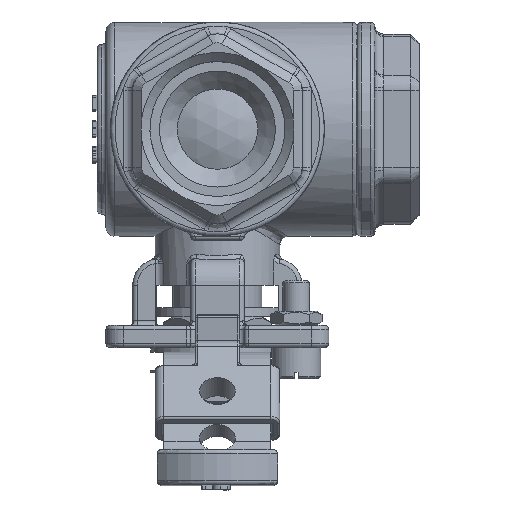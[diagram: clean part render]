
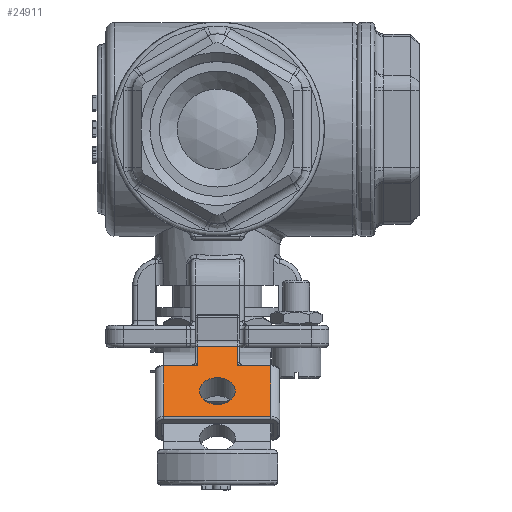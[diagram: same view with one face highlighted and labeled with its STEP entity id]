
A CAD part, top view. The second image highlights one B-rep face of the part: STEP entity #24911.
In plain terms, the highlighted planar face has unit normal (0, 0.652, 0.758).
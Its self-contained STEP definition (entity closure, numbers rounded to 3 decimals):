
#249=LINE('',#34546,#2018);
#251=LINE('',#34553,#2020);
#266=LINE('',#34617,#2035);
#287=LINE('',#34683,#2056);
#294=LINE('',#34721,#2063);
#301=LINE('',#34753,#2070);
#302=LINE('',#34755,#2071);
#303=LINE('',#34756,#2072);
#2018=VECTOR('',#28499,5.672);
#2020=VECTOR('',#28507,7.5);
#2035=VECTOR('',#28576,24.);
#2056=VECTOR('',#28651,7.5);
#2063=VECTOR('',#28698,5.672);
#2070=VECTOR('',#28745,15.);
#2071=VECTOR('',#28748,9.);
#2072=VECTOR('',#28749,15.);
#4097=FACE_BOUND('',#7167,.T.);
#4365=CIRCLE('',#26507,4.);
#5079=PLANE('',#26506);
#5698=FACE_OUTER_BOUND('',#7166,.T.);
#7166=EDGE_LOOP('',(#16224,#16225,#16226,#16227,#16228,#16229,#16230,#16231));
#7167=EDGE_LOOP('',(#16232));
#9826=VERTEX_POINT('',#34429);
#9837=VERTEX_POINT('',#34488);
#9847=VERTEX_POINT('',#34545);
#9849=VERTEX_POINT('',#34551);
#9868=VERTEX_POINT('',#34607);
#9870=VERTEX_POINT('',#34613);
#9889=VERTEX_POINT('',#34682);
#9900=VERTEX_POINT('',#34717);
#9906=VERTEX_POINT('',#34757);
#12237=EDGE_CURVE('',#9837,#9847,#249,.T.);
#12241=EDGE_CURVE('',#9849,#9837,#251,.T.);
#12273=EDGE_CURVE('',#9868,#9870,#266,.T.);
#12306=EDGE_CURVE('',#9826,#9889,#287,.T.);
#12326=EDGE_CURVE('',#9900,#9826,#294,.T.);
#12342=EDGE_CURVE('',#9889,#9868,#301,.T.);
#12343=EDGE_CURVE('',#9847,#9900,#302,.T.);
#12344=EDGE_CURVE('',#9849,#9870,#303,.T.);
#12345=EDGE_CURVE('',#9906,#9906,#4365,.T.);
#16224=ORIENTED_EDGE('',*,*,#12273,.F.);
#16225=ORIENTED_EDGE('',*,*,#12342,.F.);
#16226=ORIENTED_EDGE('',*,*,#12306,.F.);
#16227=ORIENTED_EDGE('',*,*,#12326,.F.);
#16228=ORIENTED_EDGE('',*,*,#12343,.F.);
#16229=ORIENTED_EDGE('',*,*,#12237,.F.);
#16230=ORIENTED_EDGE('',*,*,#12241,.F.);
#16231=ORIENTED_EDGE('',*,*,#12344,.T.);
#16232=ORIENTED_EDGE('',*,*,#12345,.T.);
#24911=ADVANCED_FACE('',(#5698,#4097),#5079,.T.);
#26506=AXIS2_PLACEMENT_3D('',#34754,#28746,#28747);
#26507=AXIS2_PLACEMENT_3D('',#34758,#28750,#28751);
#28499=DIRECTION('',(0.,0.758,-0.652));
#28507=DIRECTION('',(1.,0.,0.));
#28576=DIRECTION('',(-1.,0.,0.));
#28651=DIRECTION('',(1.,0.,0.));
#28698=DIRECTION('',(0.,-0.758,0.652));
#28745=DIRECTION('',(0.,-0.758,0.652));
#28746=DIRECTION('center_axis',(0.,0.652,
0.758));
#28747=DIRECTION('ref_axis',(-1.,0.,0.));
#28748=DIRECTION('',(1.,0.,0.));
#28749=DIRECTION('',(0.,-0.758,0.652));
#28750=DIRECTION('center_axis',(0.,-0.652,
-0.758));
#28751=DIRECTION('ref_axis',(-1.,0.,0.));
#34429=CARTESIAN_POINT('',(4.5,-53.084,57.618));
#34488=CARTESIAN_POINT('',(-4.5,-53.084,57.618));
#34545=CARTESIAN_POINT('',(-4.5,-48.786,53.918));
#34546=CARTESIAN_POINT('',(-4.5,-50.432,55.335));
#34551=CARTESIAN_POINT('',(-12.,-53.084,57.618));
#34553=CARTESIAN_POINT('',(5.99,-53.084,57.618));
#34607=CARTESIAN_POINT('',(12.,-64.452,67.405));
#34613=CARTESIAN_POINT('',(-12.,-64.452,67.405));
#34617=CARTESIAN_POINT('',(5.99,-64.452,67.405));
#34682=CARTESIAN_POINT('',(12.,-53.084,57.618));
#34683=CARTESIAN_POINT('',(5.99,-53.084,57.618));
#34717=CARTESIAN_POINT('',(4.5,-48.786,53.918));
#34721=CARTESIAN_POINT('',(4.5,-52.705,57.292));
#34753=CARTESIAN_POINT('',(12.,-52.705,57.292));
#34754=CARTESIAN_POINT('Origin',(12.,-52.705,57.292));
#34755=CARTESIAN_POINT('',(6.,-48.786,53.918));
#34756=CARTESIAN_POINT('',(-12.,-52.705,57.292));
#34757=CARTESIAN_POINT('',(-4.,-58.768,62.512));
#34758=CARTESIAN_POINT('Origin',(0.,-58.768,
62.512));
